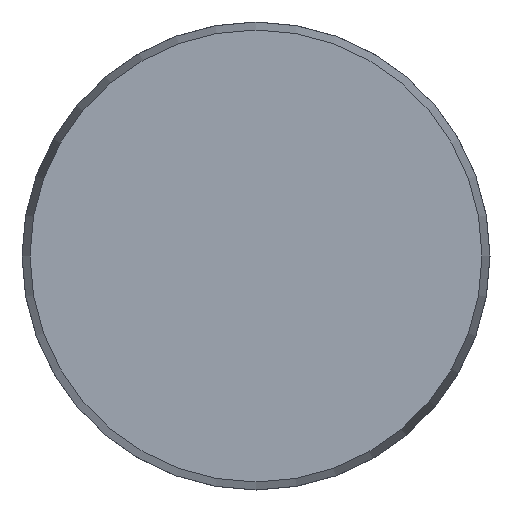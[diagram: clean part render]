
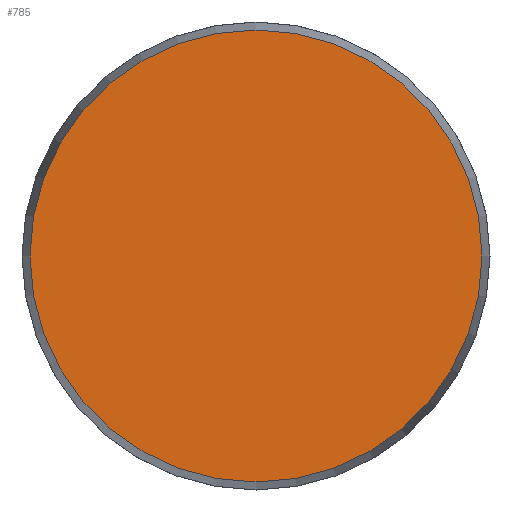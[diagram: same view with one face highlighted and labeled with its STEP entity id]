
A CAD part, front view. The second image highlights one B-rep face of the part: STEP entity #785.
In plain terms, the highlighted planar face has unit normal (0, -1, 0).
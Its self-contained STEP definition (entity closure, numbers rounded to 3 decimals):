
#5 = EDGE_LOOP ( 'NONE', ( #655 ) ) ;
#22 = DIRECTION ( 'NONE',  ( 0., -1., 0. ) ) ;
#126 = CARTESIAN_POINT ( 'NONE',  ( -24.143, 0., 0. ) ) ;
#156 = CARTESIAN_POINT ( 'NONE',  ( 0., 0., 0. ) ) ;
#178 = EDGE_CURVE ( 'NONE', #379, #379, #311, .T. ) ;
#244 = DIRECTION ( 'NONE',  ( 0., 1., 0. ) ) ;
#261 = DIRECTION ( 'NONE',  ( 0., 0., -1. ) ) ;
#311 = CIRCLE ( 'NONE', #638, 24.143 ) ;
#367 = PLANE ( 'NONE',  #753 ) ;
#379 = VERTEX_POINT ( 'NONE', #632 ) ;
#493 = DIRECTION ( 'NONE',  ( 0., 0., 1. ) ) ;
#632 = CARTESIAN_POINT ( 'NONE',  ( 0., 0., -24.143 ) ) ;
#638 = AXIS2_PLACEMENT_3D ( 'NONE', #156, #22, #261 ) ;
#655 = ORIENTED_EDGE ( 'NONE', *, *, #178, .T. ) ;
#751 = FACE_OUTER_BOUND ( 'NONE', #5, .T. ) ;
#753 = AXIS2_PLACEMENT_3D ( 'NONE', #126, #244, #493 ) ;
#785 = ADVANCED_FACE ( 'NONE', ( #751 ), #367, .F. ) ;
